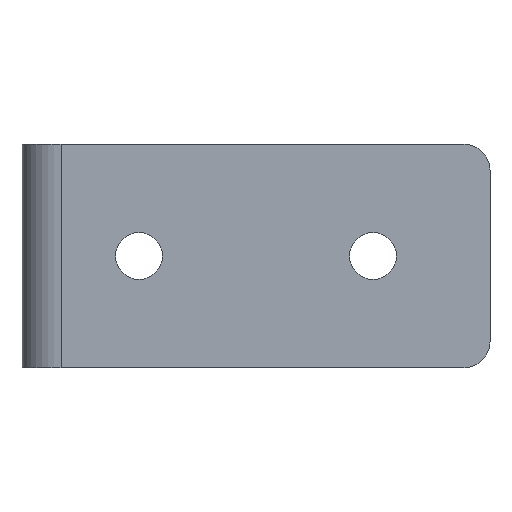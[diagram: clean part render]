
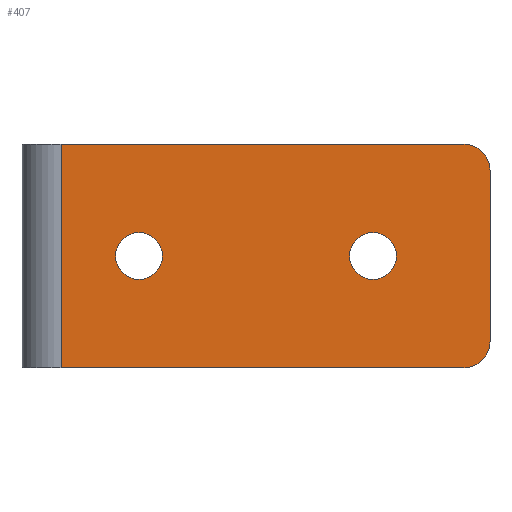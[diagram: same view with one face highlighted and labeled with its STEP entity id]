
A CAD part, front view. The second image highlights one B-rep face of the part: STEP entity #407.
In plain terms, the highlighted planar face has unit normal (0, -1, 0).
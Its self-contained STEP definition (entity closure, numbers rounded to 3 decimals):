
#2 = VECTOR ( 'NONE', #837, 1000. ) ;
#10 = CARTESIAN_POINT ( 'NONE',  ( 7.5, 0., 21.5 ) ) ;
#15 = CIRCLE ( 'NONE', #337, 5. ) ;
#17 = DIRECTION ( 'NONE',  ( 0., -1., 0. ) ) ;
#25 = VERTEX_POINT ( 'NONE', #621 ) ;
#27 = CARTESIAN_POINT ( 'NONE',  ( 90., 0., -21.5 ) ) ;
#29 = VERTEX_POINT ( 'NONE', #460 ) ;
#48 = CARTESIAN_POINT ( 'NONE',  ( 85., 0., -16.5 ) ) ;
#60 = DIRECTION ( 'NONE',  ( 0., -1., 0. ) ) ;
#62 = EDGE_CURVE ( 'NONE', #228, #283, #879, .T. ) ;
#72 = AXIS2_PLACEMENT_3D ( 'NONE', #513, #17, #297 ) ;
#93 = ORIENTED_EDGE ( 'NONE', *, *, #353, .F. ) ;
#120 = ORIENTED_EDGE ( 'NONE', *, *, #934, .F. ) ;
#145 = AXIS2_PLACEMENT_3D ( 'NONE', #719, #60, #341 ) ;
#150 = FACE_OUTER_BOUND ( 'NONE', #859, .T. ) ;
#157 = EDGE_LOOP ( 'NONE', ( #505, #315 ) ) ;
#160 = CARTESIAN_POINT ( 'NONE',  ( 63., 0., 0. ) ) ;
#162 = DIRECTION ( 'NONE',  ( 1., 0., 0. ) ) ;
#206 = VECTOR ( 'NONE', #352, 1000. ) ;
#208 = DIRECTION ( 'NONE',  ( 0., -1., 0. ) ) ;
#228 = VERTEX_POINT ( 'NONE', #290 ) ;
#230 = CARTESIAN_POINT ( 'NONE',  ( 90., 0., -21.5 ) ) ;
#264 = CIRCLE ( 'NONE', #380, 5. ) ;
#276 = CARTESIAN_POINT ( 'NONE',  ( 67.5, 0., 0. ) ) ;
#280 = ORIENTED_EDGE ( 'NONE', *, *, #62, .T. ) ;
#283 = VERTEX_POINT ( 'NONE', #573 ) ;
#290 = CARTESIAN_POINT ( 'NONE',  ( 7.5, 0., -21.5 ) ) ;
#295 = DIRECTION ( 'NONE',  ( 0., -1., 0. ) ) ;
#297 = DIRECTION ( 'NONE',  ( 0., 0., -1. ) ) ;
#298 = VERTEX_POINT ( 'NONE', #10 ) ;
#315 = ORIENTED_EDGE ( 'NONE', *, *, #916, .F. ) ;
#337 = AXIS2_PLACEMENT_3D ( 'NONE', #435, #295, #735 ) ;
#341 = DIRECTION ( 'NONE',  ( 0., 0., -1. ) ) ;
#352 = DIRECTION ( 'NONE',  ( 0., 0., -1. ) ) ;
#353 = EDGE_CURVE ( 'NONE', #356, #706, #556, .T. ) ;
#356 = VERTEX_POINT ( 'NONE', #901 ) ;
#364 = VECTOR ( 'NONE', #870, 1000. ) ;
#380 = AXIS2_PLACEMENT_3D ( 'NONE', #48, #796, #947 ) ;
#381 = VECTOR ( 'NONE', #481, 1000. ) ;
#407 = ADVANCED_FACE ( 'NONE', ( #840, #909, #150 ), #594, .T. ) ;
#426 = ORIENTED_EDGE ( 'NONE', *, *, #708, .T. ) ;
#435 = CARTESIAN_POINT ( 'NONE',  ( 85., 0., 16.5 ) ) ;
#449 = CARTESIAN_POINT ( 'NONE',  ( 72., 0., 0. ) ) ;
#454 = EDGE_CURVE ( 'NONE', #639, #595, #821, .T. ) ;
#460 = CARTESIAN_POINT ( 'NONE',  ( 90., 0., -16.5 ) ) ;
#469 = EDGE_CURVE ( 'NONE', #586, #25, #15, .T. ) ;
#481 = DIRECTION ( 'NONE',  ( 1., 0., 0. ) ) ;
#491 = CARTESIAN_POINT ( 'NONE',  ( 90., 0., 16.5 ) ) ;
#492 = CARTESIAN_POINT ( 'NONE',  ( 22.5, 0., 0. ) ) ;
#505 = ORIENTED_EDGE ( 'NONE', *, *, #454, .F. ) ;
#513 = CARTESIAN_POINT ( 'NONE',  ( 67.5, 0., 0. ) ) ;
#517 = AXIS2_PLACEMENT_3D ( 'NONE', #276, #779, #787 ) ;
#525 = ORIENTED_EDGE ( 'NONE', *, *, #738, .F. ) ;
#526 = EDGE_CURVE ( 'NONE', #298, #228, #906, .T. ) ;
#551 = CARTESIAN_POINT ( 'NONE',  ( 90., 0., -21.5 ) ) ;
#552 = DIRECTION ( 'NONE',  ( 0., 0., -1. ) ) ;
#556 = CIRCLE ( 'NONE', #145, 4.5 ) ;
#557 = AXIS2_PLACEMENT_3D ( 'NONE', #230, #827, #162 ) ;
#573 = CARTESIAN_POINT ( 'NONE',  ( 85., 0., -21.5 ) ) ;
#586 = VERTEX_POINT ( 'NONE', #491 ) ;
#594 = PLANE ( 'NONE',  #557 ) ;
#595 = VERTEX_POINT ( 'NONE', #160 ) ;
#618 = LINE ( 'NONE', #702, #364 ) ;
#621 = CARTESIAN_POINT ( 'NONE',  ( 85., 0., 21.5 ) ) ;
#624 = CARTESIAN_POINT ( 'NONE',  ( 18., 0., 0. ) ) ;
#639 = VERTEX_POINT ( 'NONE', #449 ) ;
#648 = EDGE_CURVE ( 'NONE', #29, #586, #830, .T. ) ;
#702 = CARTESIAN_POINT ( 'NONE',  ( 90., 0., 21.5 ) ) ;
#706 = VERTEX_POINT ( 'NONE', #624 ) ;
#708 = EDGE_CURVE ( 'NONE', #283, #29, #264, .T. ) ;
#719 = CARTESIAN_POINT ( 'NONE',  ( 22.5, 0., 0. ) ) ;
#723 = EDGE_LOOP ( 'NONE', ( #93, #120 ) ) ;
#729 = AXIS2_PLACEMENT_3D ( 'NONE', #492, #208, #552 ) ;
#730 = CARTESIAN_POINT ( 'NONE',  ( 7.5, 0., -21.5 ) ) ;
#735 = DIRECTION ( 'NONE',  ( 1., 0., 0. ) ) ;
#738 = EDGE_CURVE ( 'NONE', #298, #25, #618, .T. ) ;
#779 = DIRECTION ( 'NONE',  ( 0., -1., 0. ) ) ;
#787 = DIRECTION ( 'NONE',  ( 0., 0., -1. ) ) ;
#796 = DIRECTION ( 'NONE',  ( 0., -1., 0. ) ) ;
#821 = CIRCLE ( 'NONE', #72, 4.5 ) ;
#827 = DIRECTION ( 'NONE',  ( 0., -1., 0. ) ) ;
#830 = LINE ( 'NONE', #27, #2 ) ;
#837 = DIRECTION ( 'NONE',  ( 0., 0., 1. ) ) ;
#840 = FACE_BOUND ( 'NONE', #157, .T. ) ;
#851 = ORIENTED_EDGE ( 'NONE', *, *, #526, .T. ) ;
#859 = EDGE_LOOP ( 'NONE', ( #280, #426, #946, #895, #525, #851 ) ) ;
#870 = DIRECTION ( 'NONE',  ( 1., 0., 0. ) ) ;
#879 = LINE ( 'NONE', #551, #381 ) ;
#895 = ORIENTED_EDGE ( 'NONE', *, *, #469, .T. ) ;
#901 = CARTESIAN_POINT ( 'NONE',  ( 27., 0., 0. ) ) ;
#906 = LINE ( 'NONE', #730, #206 ) ;
#909 = FACE_BOUND ( 'NONE', #723, .T. ) ;
#916 = EDGE_CURVE ( 'NONE', #595, #639, #964, .T. ) ;
#934 = EDGE_CURVE ( 'NONE', #706, #356, #952, .T. ) ;
#946 = ORIENTED_EDGE ( 'NONE', *, *, #648, .T. ) ;
#947 = DIRECTION ( 'NONE',  ( 1., 0., 0. ) ) ;
#952 = CIRCLE ( 'NONE', #729, 4.5 ) ;
#964 = CIRCLE ( 'NONE', #517, 4.5 ) ;
